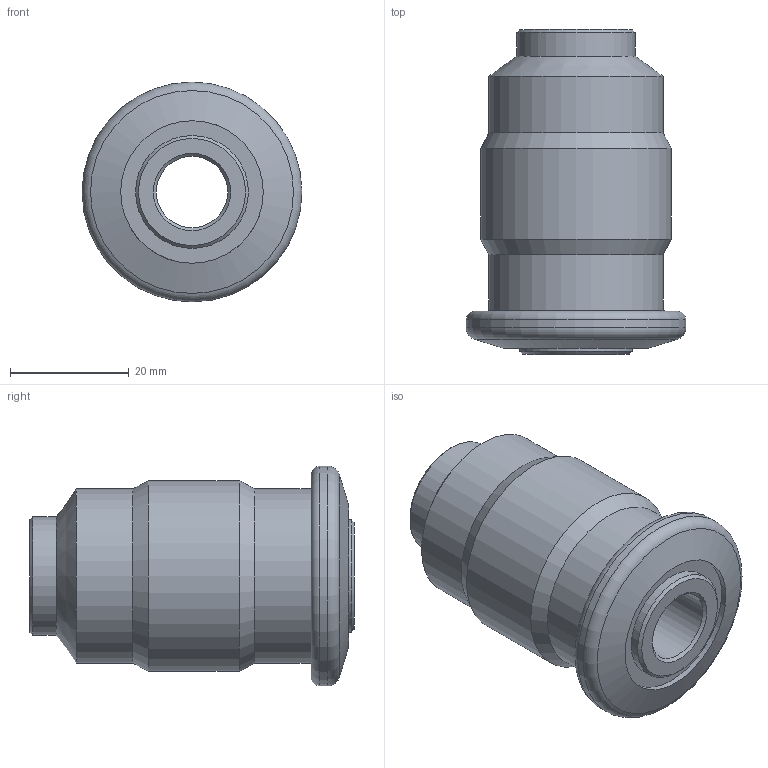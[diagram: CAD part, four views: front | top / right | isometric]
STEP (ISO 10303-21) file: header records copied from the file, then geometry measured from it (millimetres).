
FILE_DESCRIPTION(/* description */ (''),/* implementation_level */ '2;1');
FILE_NAME(/* name */ 'SILENTBLOCK_BRACC_SOSP_ANT__2.stp',/* time_stamp */ '2016-06-02T11:10:48+02:00',/* author */ (''),/* organization */ (''),/* preprocessor_version */ 'ST-DEVELOPER v16.5',/* originating_system */ 'Autodesk Translation Framework v5.0.0.3310',/* authorisation */ '');
FILE_SCHEMA (('AUTOMOTIVE_DESIGN { 1 0 10303 214 3 1 1 }'));
Length unit declared in the file: centimetre
Products named in the file (1): SILENTBLOCK_BRACC_SOSP_ANT__2
Bounding box: 37 x 54.7 x 37 mm (x, y, z)
Volume: 32098 mm3; surface area: 8761.6 mm2
Topology: 1 solids, 1 shells, 22 faces, 49 edges, 31 vertices
Faces by surface type: cylinder 8, cone 8, plane 4, torus 2
Full cylindrical faces by diameter (mm): 12 x1, 19 x1, 20 x1, 24 x1, 29.359 x2, 32.124 x1, 37 x1
Entity records: 472 total; most frequent: DIRECTION 90, CARTESIAN_POINT 67, AXIS2_PLACEMENT_3D 45, EDGE_LOOP 44, ORIENTED_EDGE 44, FACE_BOUND 22, FACE_OUTER_BOUND 22, CIRCLE 22
